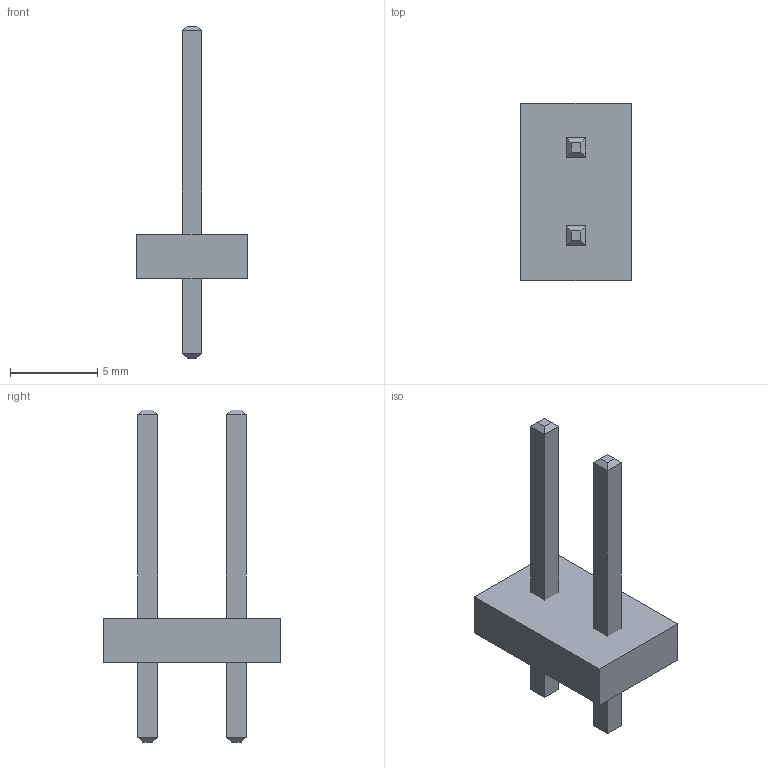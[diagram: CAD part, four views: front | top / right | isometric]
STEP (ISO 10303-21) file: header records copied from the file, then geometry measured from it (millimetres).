
FILE_DESCRIPTION(/* description */ ('model of Samtec_HPM-02-01-x-S_Straight_1x02_Pitch5.08mm'),/* implementation_level */ '2;1');
FILE_NAME(/* name */ 'Samtec_HPM-02-01-x-S_Straight_1x02_Pitch5.08mm.step',/* time_stamp */ '2023-01-04T12:13:24',/* author */ ('KiCAD','kicad'),/* organization */ ('OCCT'),/* preprocessor_version */ '',/* originating_system */ 'KiCAD',/* authorisation */ '');
FILE_SCHEMA(('AUTOMOTIVE_DESIGN { 1 0 10303 214 1 1 1 1 }'));
Length unit declared in the file: millimetre
Products named in the file (7): CQ assembly; ce1e26a6-8c20-11ed-9f4e-a0cec80452fd; ce1e26a6-8c20-11ed-9f4e-a0cec80452fd_part; ce1e2af2-8c20-11ed-9f4e-a0cec80452fd; ce1e2af2-8c20-11ed-9f4e-a0cec80452fd_part; ce1e2db8-8c20-11ed-9f4e-a0cec80452fd; ce1e2db8-8c20-11ed-9f4e-a0cec80452fd_part
Assembly tree (6 placements, depth 4):
  CQ assembly
    ce1e26a6-8c20-11ed-9f4e-a0cec80452fd
      ce1e26a6-8c20-11ed-9f4e-a0cec80452fd_part
      ce1e2af2-8c20-11ed-9f4e-a0cec80452fd
        ce1e2af2-8c20-11ed-9f4e-a0cec80452fd_part
      ce1e2db8-8c20-11ed-9f4e-a0cec80452fd
        ce1e2db8-8c20-11ed-9f4e-a0cec80452fd_part
Bounding box: 6.35 x 10.16 x 19.05 mm (x, y, z)
Volume: 212.8 mm3; surface area: 388.3 mm2
Topology: 3 solids, 3 shells, 34 faces, 68 edges, 40 vertices
Faces by surface type: plane 34
Entity records: 983 total; most frequent: DIRECTION 150, CARTESIAN_POINT 149, ORIENTED_EDGE 136, EDGE_CURVE 68, LINE 68, VECTOR 68, AXIS2_PLACEMENT_3D 41, VERTEX_POINT 40
